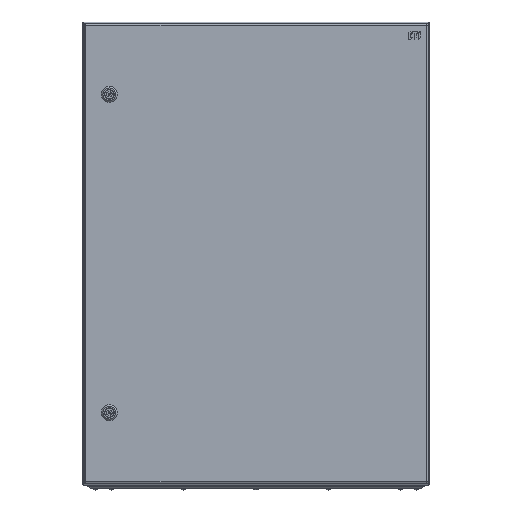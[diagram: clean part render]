
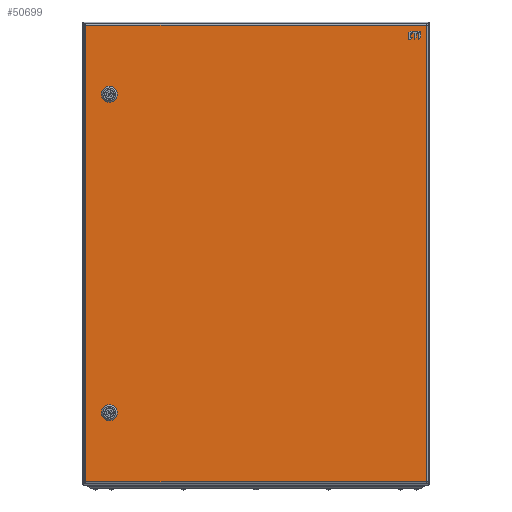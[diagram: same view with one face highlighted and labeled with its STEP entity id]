
A CAD part, front view. The second image highlights one B-rep face of the part: STEP entity #50699.
In plain terms, the highlighted face is planar.
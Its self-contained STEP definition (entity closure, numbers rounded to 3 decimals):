
#49740=CARTESIAN_POINT('',(-275.,-278.7,0.));
#49741=DIRECTION('',(0.,0.,-1.));
#49742=DIRECTION('',(-0.893,0.449,0.));
#49743=AXIS2_PLACEMENT_3D('',#49740,#49741,#49742);
#49748=DIRECTION('',(1.,0.,0.));
#49749=VECTOR('',#49748,10.111);
#49750=CARTESIAN_POINT('',(-280.056,-268.65,0.));
#49751=LINE('',#49750,#49749);
#49755=CARTESIAN_POINT('',(-275.,-278.7,0.));
#49756=DIRECTION('',(0.,0.,-1.));
#49757=DIRECTION('',(0.449,0.893,0.));
#49758=AXIS2_PLACEMENT_3D('',#49755,#49756,#49757);
#49763=DIRECTION('',(0.,-1.,0.));
#49764=VECTOR('',#49763,10.111);
#49765=CARTESIAN_POINT('',(-264.95,-273.644,0.));
#49766=LINE('',#49765,#49764);
#49770=CARTESIAN_POINT('',(-275.,-278.7,0.));
#49771=DIRECTION('',(0.,0.,-1.));
#49772=DIRECTION('',(0.893,-0.449,0.));
#49773=AXIS2_PLACEMENT_3D('',#49770,#49771,#49772);
#49778=DIRECTION('',(-1.,0.,0.));
#49779=VECTOR('',#49778,10.111);
#49780=CARTESIAN_POINT('',(-269.944,-288.75,0.));
#49781=LINE('',#49780,#49779);
#49785=CARTESIAN_POINT('',(-275.,-278.7,0.));
#49786=DIRECTION('',(0.,0.,-1.));
#49787=DIRECTION('',(-0.449,-0.893,0.));
#49788=AXIS2_PLACEMENT_3D('',#49785,#49786,#49787);
#49793=DIRECTION('',(0.,1.,0.));
#49794=VECTOR('',#49793,10.111);
#49795=CARTESIAN_POINT('',(-285.05,-283.756,0.));
#49796=LINE('',#49795,#49794);
#49800=DIRECTION('',(-1.,0.,0.));
#49801=VECTOR('',#49800,10.111);
#49802=CARTESIAN_POINT('',(280.056,-288.75,0.));
#49803=LINE('',#49802,#49801);
#49807=CARTESIAN_POINT('',(275.,-278.7,0.));
#49808=DIRECTION('',(0.,0.,-1.));
#49809=DIRECTION('',(-0.449,-0.893,0.));
#49810=AXIS2_PLACEMENT_3D('',#49807,#49808,#49809);
#49815=DIRECTION('',(0.,1.,0.));
#49816=VECTOR('',#49815,10.111);
#49817=CARTESIAN_POINT('',(264.95,-283.756,0.));
#49818=LINE('',#49817,#49816);
#49822=CARTESIAN_POINT('',(275.,-278.7,0.));
#49823=DIRECTION('',(0.,0.,-1.));
#49824=DIRECTION('',(-0.893,0.449,0.));
#49825=AXIS2_PLACEMENT_3D('',#49822,#49823,#49824);
#49830=DIRECTION('',(1.,0.,0.));
#49831=VECTOR('',#49830,10.111);
#49832=CARTESIAN_POINT('',(269.944,-268.65,0.));
#49833=LINE('',#49832,#49831);
#49837=CARTESIAN_POINT('',(275.,-278.7,0.));
#49838=DIRECTION('',(0.,0.,-1.));
#49839=DIRECTION('',(0.449,0.893,0.));
#49840=AXIS2_PLACEMENT_3D('',#49837,#49838,#49839);
#49845=DIRECTION('',(0.,-1.,0.));
#49846=VECTOR('',#49845,10.111);
#49847=CARTESIAN_POINT('',(285.05,-273.644,0.));
#49848=LINE('',#49847,#49846);
#49852=CARTESIAN_POINT('',(275.,-278.7,0.));
#49853=DIRECTION('',(0.,0.,-1.));
#49854=DIRECTION('',(0.893,-0.449,0.));
#49855=AXIS2_PLACEMENT_3D('',#49852,#49853,#49854);
#49867=DIRECTION('',(0.,1.,0.));
#49868=VECTOR('',#49867,588.4);
#49869=CARTESIAN_POINT('',(-394.5,-319.2,0.));
#49870=LINE('',#49869,#49868);
#49920=DIRECTION('',(0.,-1.,0.));
#49921=VECTOR('',#49920,588.4);
#49922=CARTESIAN_POINT('',(394.5,269.2,0.));
#49923=LINE('',#49922,#49921);
#49965=DIRECTION('',(-1.,0.,0.));
#49966=VECTOR('',#49965,789.);
#49967=CARTESIAN_POINT('',(394.5,-319.2,0.));
#49968=LINE('',#49967,#49966);
#50121=DIRECTION('',(1.,0.,0.));
#50122=VECTOR('',#50121,789.);
#50123=CARTESIAN_POINT('',(-394.5,269.2,0.));
#50124=LINE('',#50123,#50122);
#50520=CARTESIAN_POINT('',(-394.5,-319.2,0.));
#50521=CARTESIAN_POINT('',(-394.5,269.2,0.));
#50522=VERTEX_POINT('',#50520);
#50523=VERTEX_POINT('',#50521);
#50524=CARTESIAN_POINT('',(394.5,-319.2,0.));
#50525=VERTEX_POINT('',#50524);
#50526=CARTESIAN_POINT('',(394.5,269.2,0.));
#50527=VERTEX_POINT('',#50526);
#50528=CARTESIAN_POINT('',(-285.05,-273.644,0.));
#50529=CARTESIAN_POINT('',(-280.056,-268.65,0.));
#50530=VERTEX_POINT('',#50528);
#50531=VERTEX_POINT('',#50529);
#50532=CARTESIAN_POINT('',(-269.944,-268.65,0.));
#50533=VERTEX_POINT('',#50532);
#50534=CARTESIAN_POINT('',(-264.95,-273.644,0.));
#50535=VERTEX_POINT('',#50534);
#50536=CARTESIAN_POINT('',(-264.95,-283.756,0.));
#50537=VERTEX_POINT('',#50536);
#50538=CARTESIAN_POINT('',(-269.944,-288.75,0.));
#50539=VERTEX_POINT('',#50538);
#50540=CARTESIAN_POINT('',(-280.056,-288.75,0.));
#50541=VERTEX_POINT('',#50540);
#50542=CARTESIAN_POINT('',(-285.05,-283.756,0.));
#50543=VERTEX_POINT('',#50542);
#50544=CARTESIAN_POINT('',(280.056,-288.75,0.));
#50545=CARTESIAN_POINT('',(269.944,-288.75,0.));
#50546=VERTEX_POINT('',#50544);
#50547=VERTEX_POINT('',#50545);
#50548=CARTESIAN_POINT('',(264.95,-283.756,0.));
#50549=VERTEX_POINT('',#50548);
#50550=CARTESIAN_POINT('',(264.95,-273.644,0.));
#50551=VERTEX_POINT('',#50550);
#50552=CARTESIAN_POINT('',(269.944,-268.65,0.));
#50553=VERTEX_POINT('',#50552);
#50554=CARTESIAN_POINT('',(280.056,-268.65,0.));
#50555=VERTEX_POINT('',#50554);
#50556=CARTESIAN_POINT('',(285.05,-273.644,0.));
#50557=VERTEX_POINT('',#50556);
#50558=CARTESIAN_POINT('',(285.05,-283.756,0.));
#50559=VERTEX_POINT('',#50558);
#50648=CARTESIAN_POINT('',(0.,0.,0.));
#50649=DIRECTION('',(0.,0.,-1.));
#50650=DIRECTION('',(-1.,0.,0.));
#50651=AXIS2_PLACEMENT_3D('',#50648,#50649,#50650);
#50652=PLANE('',#50651);
#50654=ORIENTED_EDGE('',*,*,#50653,.F.);
#50656=ORIENTED_EDGE('',*,*,#50655,.F.);
#50658=ORIENTED_EDGE('',*,*,#50657,.F.);
#50660=ORIENTED_EDGE('',*,*,#50659,.F.);
#50661=EDGE_LOOP('',(#50654,#50656,#50658,#50660));
#50662=FACE_OUTER_BOUND('',#50661,.F.);
#50664=ORIENTED_EDGE('',*,*,#50663,.T.);
#50666=ORIENTED_EDGE('',*,*,#50665,.T.);
#50668=ORIENTED_EDGE('',*,*,#50667,.T.);
#50670=ORIENTED_EDGE('',*,*,#50669,.T.);
#50672=ORIENTED_EDGE('',*,*,#50671,.T.);
#50674=ORIENTED_EDGE('',*,*,#50673,.T.);
#50676=ORIENTED_EDGE('',*,*,#50675,.T.);
#50678=ORIENTED_EDGE('',*,*,#50677,.T.);
#50679=EDGE_LOOP('',(#50664,#50666,#50668,#50670,#50672,#50674,#50676,#50678));
#50680=FACE_BOUND('',#50679,.F.);
#50682=ORIENTED_EDGE('',*,*,#50681,.T.);
#50684=ORIENTED_EDGE('',*,*,#50683,.T.);
#50686=ORIENTED_EDGE('',*,*,#50685,.T.);
#50688=ORIENTED_EDGE('',*,*,#50687,.T.);
#50690=ORIENTED_EDGE('',*,*,#50689,.T.);
#50692=ORIENTED_EDGE('',*,*,#50691,.T.);
#50694=ORIENTED_EDGE('',*,*,#50693,.T.);
#50696=ORIENTED_EDGE('',*,*,#50695,.T.);
#50697=EDGE_LOOP('',(#50682,#50684,#50686,#50688,#50690,#50692,#50694,#50696));
#50698=FACE_BOUND('',#50697,.F.);
#49744=CIRCLE('',#49743,11.25);
#49759=CIRCLE('',#49758,11.25);
#49774=CIRCLE('',#49773,11.25);
#49789=CIRCLE('',#49788,11.25);
#49811=CIRCLE('',#49810,11.25);
#49826=CIRCLE('',#49825,11.25);
#49841=CIRCLE('',#49840,11.25);
#49856=CIRCLE('',#49855,11.25);
#50653=EDGE_CURVE('',#50522,#50523,#49870,.T.);
#50655=EDGE_CURVE('',#50525,#50522,#49968,.T.);
#50657=EDGE_CURVE('',#50527,#50525,#49923,.T.);
#50659=EDGE_CURVE('',#50523,#50527,#50124,.T.);
#50663=EDGE_CURVE('',#50530,#50531,#49744,.T.);
#50665=EDGE_CURVE('',#50531,#50533,#49751,.T.);
#50667=EDGE_CURVE('',#50533,#50535,#49759,.T.);
#50669=EDGE_CURVE('',#50535,#50537,#49766,.T.);
#50671=EDGE_CURVE('',#50537,#50539,#49774,.T.);
#50673=EDGE_CURVE('',#50539,#50541,#49781,.T.);
#50675=EDGE_CURVE('',#50541,#50543,#49789,.T.);
#50677=EDGE_CURVE('',#50543,#50530,#49796,.T.);
#50681=EDGE_CURVE('',#50546,#50547,#49803,.T.);
#50683=EDGE_CURVE('',#50547,#50549,#49811,.T.);
#50685=EDGE_CURVE('',#50549,#50551,#49818,.T.);
#50687=EDGE_CURVE('',#50551,#50553,#49826,.T.);
#50689=EDGE_CURVE('',#50553,#50555,#49833,.T.);
#50691=EDGE_CURVE('',#50555,#50557,#49841,.T.);
#50693=EDGE_CURVE('',#50557,#50559,#49848,.T.);
#50695=EDGE_CURVE('',#50559,#50546,#49856,.T.);
#50699=ADVANCED_FACE('',(#50662,#50680,#50698),#50652,.T.);
